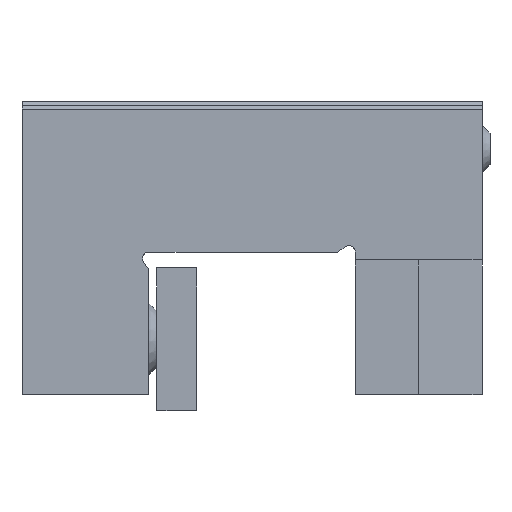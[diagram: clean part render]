
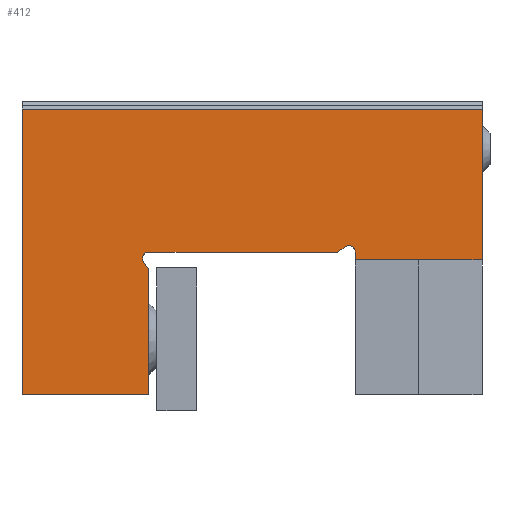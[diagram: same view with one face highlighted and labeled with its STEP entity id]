
A CAD part, left-side view. The second image highlights one B-rep face of the part: STEP entity #412.
In plain terms, the highlighted planar face has unit normal (-1, 0, 0).
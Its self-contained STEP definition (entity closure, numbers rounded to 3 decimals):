
#310=CIRCLE('',#3186,0.8);
#311=CIRCLE('',#3187,0.8);
#412=ADVANCED_FACE('',(#686),#560,.T.);
#560=PLANE('',#3188);
#686=FACE_OUTER_BOUND('',#856,.T.);
#856=EDGE_LOOP('',(#1441,#1442,#1443,#1444,#1445,#1446,#1447,#1448,#1449,
#1450,#1451,#1452));
#1441=ORIENTED_EDGE('',*,*,#2335,.F.);
#1442=ORIENTED_EDGE('',*,*,#2336,.T.);
#1443=ORIENTED_EDGE('',*,*,#2337,.F.);
#1444=ORIENTED_EDGE('',*,*,#2338,.F.);
#1445=ORIENTED_EDGE('',*,*,#2233,.T.);
#1446=ORIENTED_EDGE('',*,*,#2328,.T.);
#1447=ORIENTED_EDGE('',*,*,#2294,.F.);
#1448=ORIENTED_EDGE('',*,*,#2339,.T.);
#1449=ORIENTED_EDGE('',*,*,#2340,.F.);
#1450=ORIENTED_EDGE('',*,*,#2341,.F.);
#1451=ORIENTED_EDGE('',*,*,#2342,.T.);
#1452=ORIENTED_EDGE('',*,*,#2343,.F.);
#1919=VERTEX_POINT('',#4560);
#1920=VERTEX_POINT('',#4562);
#1959=VERTEX_POINT('',#4662);
#1960=VERTEX_POINT('',#4664);
#1983=VERTEX_POINT('',#4734);
#1984=VERTEX_POINT('',#4735);
#1985=VERTEX_POINT('',#4737);
#1986=VERTEX_POINT('',#4739);
#1987=VERTEX_POINT('',#4742);
#1988=VERTEX_POINT('',#4744);
#1989=VERTEX_POINT('',#4746);
#1990=VERTEX_POINT('',#4748);
#2233=EDGE_CURVE('',#1920,#1919,#2587,.T.);
#2294=EDGE_CURVE('',#1959,#1960,#2645,.T.);
#2328=EDGE_CURVE('',#1919,#1960,#2674,.T.);
#2335=EDGE_CURVE('',#1983,#1984,#2681,.T.);
#2336=EDGE_CURVE('',#1983,#1985,#310,.T.);
#2337=EDGE_CURVE('',#1986,#1985,#2682,.T.);
#2338=EDGE_CURVE('',#1920,#1986,#2683,.T.);
#2339=EDGE_CURVE('',#1959,#1987,#2684,.T.);
#2340=EDGE_CURVE('',#1988,#1987,#2685,.T.);
#2341=EDGE_CURVE('',#1989,#1988,#2686,.T.);
#2342=EDGE_CURVE('',#1989,#1990,#311,.T.);
#2343=EDGE_CURVE('',#1984,#1990,#2687,.T.);
#2587=LINE('',#4561,#2915);
#2645=LINE('',#4663,#2973);
#2674=LINE('',#4719,#3002);
#2681=LINE('',#4733,#3009);
#2682=LINE('',#4738,#3010);
#2683=LINE('',#4740,#3011);
#2684=LINE('',#4741,#3012);
#2685=LINE('',#4743,#3013);
#2686=LINE('',#4745,#3014);
#2687=LINE('',#4749,#3015);
#2915=VECTOR('',#3702,1.);
#2973=VECTOR('',#3768,1.);
#3002=VECTOR('',#3813,1.);
#3009=VECTOR('',#3826,1.);
#3010=VECTOR('',#3829,1.);
#3011=VECTOR('',#3830,1.);
#3012=VECTOR('',#3831,1.);
#3013=VECTOR('',#3832,1.);
#3014=VECTOR('',#3833,1.);
#3015=VECTOR('',#3836,1.);
#3186=AXIS2_PLACEMENT_3D('',#4736,#3827,#3828);
#3187=AXIS2_PLACEMENT_3D('',#4747,#3834,#3835);
#3188=AXIS2_PLACEMENT_3D('',#4750,#3837,#3838);
#3702=DIRECTION('',(0.,0.,1.));
#3768=DIRECTION('',(0.,0.,1.));
#3813=DIRECTION('',(0.,1.,0.));
#3826=DIRECTION('',(0.,0.819,-0.574));
#3827=DIRECTION('',(1.,0.,0.));
#3828=DIRECTION('',(0.,0.,1.));
#3829=DIRECTION('',(0.,0.,1.));
#3830=DIRECTION('',(0.,1.,0.));
#3831=DIRECTION('',(0.,-1.,0.));
#3832=DIRECTION('',(0.,0.,-1.));
#3833=DIRECTION('',(0.,-0.574,-0.819));
#3834=DIRECTION('',(1.,0.,0.));
#3835=DIRECTION('',(0.,0.,1.));
#3836=DIRECTION('',(0.,1.,0.));
#3837=DIRECTION('',(-1.,0.,0.));
#3838=DIRECTION('',(0.,0.,1.));
#4560=CARTESIAN_POINT('',(0.,0.,36.));
#4561=CARTESIAN_POINT('',(0.,0.,0.));
#4562=CARTESIAN_POINT('',(0.,0.,17.));
#4662=CARTESIAN_POINT('',(0.,58.,0.));
#4663=CARTESIAN_POINT('',(0.,58.,0.));
#4664=CARTESIAN_POINT('',(0.,58.,36.));
#4719=CARTESIAN_POINT('',(0.,29.,36.));
#4733=CARTESIAN_POINT('',(0.,33.904,7.004));
#4734=CARTESIAN_POINT('',(0.,17.259,18.659));
#4735=CARTESIAN_POINT('',(0.,18.2,18.));
#4736=CARTESIAN_POINT('',(0.,16.8,18.004));
#4737=CARTESIAN_POINT('',(0.,16.,18.004));
#4738=CARTESIAN_POINT('',(0.,16.,0.));
#4739=CARTESIAN_POINT('',(0.,16.,17.));
#4740=CARTESIAN_POINT('',(0.,0.,17.));
#4741=CARTESIAN_POINT('',(0.,29.,0.));
#4742=CARTESIAN_POINT('',(0.,42.,0.));
#4743=CARTESIAN_POINT('',(0.,42.,0.));
#4744=CARTESIAN_POINT('',(0.,42.,15.8));
#4745=CARTESIAN_POINT('',(0.,30.3,-0.91));
#4746=CARTESIAN_POINT('',(0.,42.659,16.741));
#4747=CARTESIAN_POINT('',(0.,42.004,17.2));
#4748=CARTESIAN_POINT('',(0.,42.004,18.));
#4749=CARTESIAN_POINT('',(0.,29.,18.));
#4750=CARTESIAN_POINT('',(0.,29.,0.));
